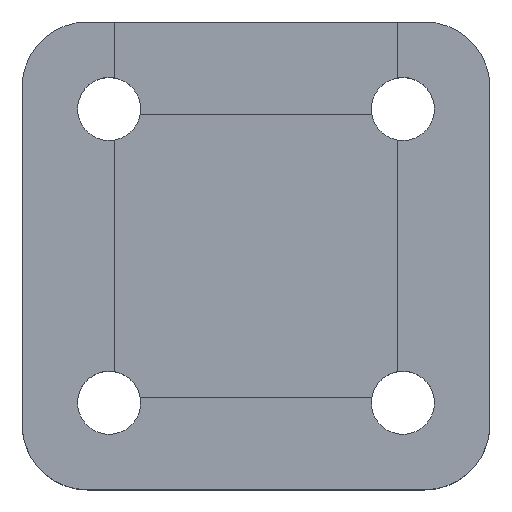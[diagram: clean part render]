
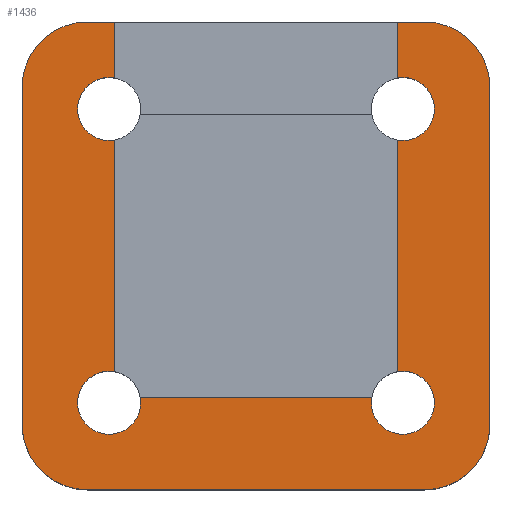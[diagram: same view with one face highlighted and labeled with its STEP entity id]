
A CAD part, top view. The second image highlights one B-rep face of the part: STEP entity #1436.
In plain terms, the highlighted planar face has unit normal (0, 0, 1).
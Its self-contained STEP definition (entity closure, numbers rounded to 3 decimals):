
#60=LINE('',#2341,#186);
#65=LINE('',#2352,#191);
#70=LINE('',#2365,#196);
#79=LINE('',#2397,#205);
#84=LINE('',#2412,#210);
#87=LINE('',#2420,#213);
#88=LINE('',#2423,#214);
#91=LINE('',#2430,#217);
#92=LINE('',#2433,#218);
#95=LINE('',#2441,#221);
#186=VECTOR('',#1792,10.);
#191=VECTOR('',#1799,10.);
#196=VECTOR('',#1812,10.);
#205=VECTOR('',#1839,10.);
#210=VECTOR('',#1858,10.);
#213=VECTOR('',#1867,10.);
#214=VECTOR('',#1870,10.);
#217=VECTOR('',#1879,10.);
#218=VECTOR('',#1882,10.);
#221=VECTOR('',#1891,10.);
#340=PLANE('',#1568);
#408=FACE_OUTER_BOUND('',#493,.T.);
#493=EDGE_LOOP('',(#1230,#1231,#1232,#1233,#1234,#1235,#1236,#1237,#1238,
#1239,#1240,#1241,#1242,#1243,#1244,#1245,#1246,#1247));
#558=CIRCLE('',#1537,1.45);
#566=CIRCLE('',#1549,1.45);
#567=CIRCLE('',#1551,1.45);
#568=CIRCLE('',#1553,3.);
#569=CIRCLE('',#1556,3.);
#570=CIRCLE('',#1560,1.45);
#571=CIRCLE('',#1564,3.);
#572=CIRCLE('',#1567,3.);
#667=VERTEX_POINT('',#2337);
#669=VERTEX_POINT('',#2340);
#673=VERTEX_POINT('',#2349);
#674=VERTEX_POINT('',#2351);
#676=VERTEX_POINT('',#2357);
#678=VERTEX_POINT('',#2363);
#691=VERTEX_POINT('',#2394);
#692=VERTEX_POINT('',#2396);
#693=VERTEX_POINT('',#2402);
#694=VERTEX_POINT('',#2406);
#695=VERTEX_POINT('',#2410);
#696=VERTEX_POINT('',#2414);
#697=VERTEX_POINT('',#2418);
#698=VERTEX_POINT('',#2422);
#699=VERTEX_POINT('',#2428);
#700=VERTEX_POINT('',#2432);
#701=VERTEX_POINT('',#2436);
#702=VERTEX_POINT('',#2440);
#839=EDGE_CURVE('',#669,#667,#60,.T.);
#844=EDGE_CURVE('',#674,#673,#65,.T.);
#848=EDGE_CURVE('',#667,#676,#558,.T.);
#851=EDGE_CURVE('',#673,#678,#70,.T.);
#867=EDGE_CURVE('',#691,#692,#79,.T.);
#869=EDGE_CURVE('',#674,#691,#566,.T.);
#870=EDGE_CURVE('',#692,#693,#567,.T.);
#873=EDGE_CURVE('',#694,#678,#568,.T.);
#875=EDGE_CURVE('',#695,#694,#84,.T.);
#877=EDGE_CURVE('',#696,#695,#569,.T.);
#879=EDGE_CURVE('',#676,#697,#87,.T.);
#880=EDGE_CURVE('',#693,#698,#88,.T.);
#882=EDGE_CURVE('',#697,#698,#570,.T.);
#884=EDGE_CURVE('',#699,#696,#91,.T.);
#885=EDGE_CURVE('',#700,#669,#92,.T.);
#887=EDGE_CURVE('',#701,#700,#571,.T.);
#889=EDGE_CURVE('',#702,#701,#95,.T.);
#891=EDGE_CURVE('',#699,#702,#572,.T.);
#1230=ORIENTED_EDGE('',*,*,#839,.T.);
#1231=ORIENTED_EDGE('',*,*,#848,.T.);
#1232=ORIENTED_EDGE('',*,*,#879,.T.);
#1233=ORIENTED_EDGE('',*,*,#882,.T.);
#1234=ORIENTED_EDGE('',*,*,#880,.F.);
#1235=ORIENTED_EDGE('',*,*,#870,.F.);
#1236=ORIENTED_EDGE('',*,*,#867,.F.);
#1237=ORIENTED_EDGE('',*,*,#869,.F.);
#1238=ORIENTED_EDGE('',*,*,#844,.T.);
#1239=ORIENTED_EDGE('',*,*,#851,.T.);
#1240=ORIENTED_EDGE('',*,*,#873,.F.);
#1241=ORIENTED_EDGE('',*,*,#875,.F.);
#1242=ORIENTED_EDGE('',*,*,#877,.F.);
#1243=ORIENTED_EDGE('',*,*,#884,.F.);
#1244=ORIENTED_EDGE('',*,*,#891,.T.);
#1245=ORIENTED_EDGE('',*,*,#889,.T.);
#1246=ORIENTED_EDGE('',*,*,#887,.T.);
#1247=ORIENTED_EDGE('',*,*,#885,.T.);
#1436=ADVANCED_FACE('',(#408),#340,.T.);
#1537=AXIS2_PLACEMENT_3D('',#2359,#1806,#1807);
#1549=AXIS2_PLACEMENT_3D('',#2400,#1843,#1844);
#1551=AXIS2_PLACEMENT_3D('',#2403,#1847,#1848);
#1553=AXIS2_PLACEMENT_3D('',#2408,#1853,#1854);
#1556=AXIS2_PLACEMENT_3D('',#2416,#1862,#1863);
#1560=AXIS2_PLACEMENT_3D('',#2426,#1874,#1875);
#1564=AXIS2_PLACEMENT_3D('',#2437,#1886,#1887);
#1567=AXIS2_PLACEMENT_3D('',#2444,#1895,#1896);
#1568=AXIS2_PLACEMENT_3D('',#2445,#1897,#1898);
#1792=DIRECTION('',(0.,-1.,0.));
#1799=DIRECTION('',(0.,1.,0.));
#1806=DIRECTION('center_axis',(0.,0.,-1.));
#1807=DIRECTION('ref_axis',(-1.,0.,0.));
#1812=DIRECTION('',(-1.,0.,0.));
#1839=DIRECTION('',(0.,-1.,0.));
#1843=DIRECTION('center_axis',(0.,0.,1.));
#1844=DIRECTION('ref_axis',(1.,0.,0.));
#1847=DIRECTION('center_axis',(0.,0.,1.));
#1848=DIRECTION('ref_axis',(1.,0.,0.));
#1853=DIRECTION('center_axis',(0.,0.,-1.));
#1854=DIRECTION('ref_axis',(-0.707,0.707,0.));
#1858=DIRECTION('',(0.,1.,0.));
#1862=DIRECTION('center_axis',(0.,0.,-1.));
#1863=DIRECTION('ref_axis',(-0.707,-0.707,0.));
#1867=DIRECTION('',(0.,-1.,0.));
#1870=DIRECTION('',(1.,0.,0.));
#1874=DIRECTION('center_axis',(0.,0.,-1.));
#1875=DIRECTION('ref_axis',(-1.,0.,0.));
#1879=DIRECTION('',(-1.,0.,0.));
#1882=DIRECTION('',(-1.,0.,0.));
#1886=DIRECTION('center_axis',(0.,0.,1.));
#1887=DIRECTION('ref_axis',(0.707,0.707,0.));
#1891=DIRECTION('',(0.,1.,0.));
#1895=DIRECTION('center_axis',(0.,0.,1.));
#1896=DIRECTION('ref_axis',(0.707,-0.707,0.));
#1897=DIRECTION('center_axis',(0.,0.,1.));
#1898=DIRECTION('ref_axis',(1.,0.,0.));
#2337=CARTESIAN_POINT('',(6.5,11.628,4.1));
#2340=CARTESIAN_POINT('',(6.5,14.2,4.1));
#2341=CARTESIAN_POINT('',(6.5,6.7,4.1));
#2349=CARTESIAN_POINT('',(-6.5,14.2,4.1));
#2351=CARTESIAN_POINT('',(-6.5,11.628,4.1));
#2352=CARTESIAN_POINT('',(-6.5,8.825,4.1));
#2357=CARTESIAN_POINT('',(6.5,8.772,4.1));
#2359=CARTESIAN_POINT('Origin',(6.75,10.2,4.1));
#2363=CARTESIAN_POINT('',(-7.75,14.2,4.1));
#2365=CARTESIAN_POINT('',(-10.75,14.2,4.1));
#2394=CARTESIAN_POINT('',(-6.5,8.772,4.1));
#2396=CARTESIAN_POINT('',(-6.5,-1.872,4.1));
#2397=CARTESIAN_POINT('',(-6.5,0.2,4.1));
#2400=CARTESIAN_POINT('Origin',(-6.75,10.2,4.1));
#2402=CARTESIAN_POINT('',(-5.322,-3.05,4.1));
#2403=CARTESIAN_POINT('Origin',(-6.75,-3.3,4.1));
#2406=CARTESIAN_POINT('',(-10.75,11.2,4.1));
#2408=CARTESIAN_POINT('Origin',(-7.75,11.2,4.1));
#2410=CARTESIAN_POINT('',(-10.75,-4.3,4.1));
#2412=CARTESIAN_POINT('',(-10.75,14.2,4.1));
#2414=CARTESIAN_POINT('',(-7.75,-7.3,4.1));
#2416=CARTESIAN_POINT('Origin',(-7.75,-4.3,4.1));
#2418=CARTESIAN_POINT('',(6.5,-1.872,4.1));
#2420=CARTESIAN_POINT('',(6.5,0.2,4.1));
#2422=CARTESIAN_POINT('',(5.322,-3.05,4.1));
#2423=CARTESIAN_POINT('',(-2.688,-3.05,4.1));
#2426=CARTESIAN_POINT('Origin',(6.75,-3.3,4.1));
#2428=CARTESIAN_POINT('',(7.75,-7.3,4.1));
#2430=CARTESIAN_POINT('',(-10.75,-7.3,4.1));
#2432=CARTESIAN_POINT('',(7.75,14.2,4.1));
#2433=CARTESIAN_POINT('',(-10.75,14.2,4.1));
#2436=CARTESIAN_POINT('',(10.75,11.2,4.1));
#2437=CARTESIAN_POINT('Origin',(7.75,11.2,4.1));
#2440=CARTESIAN_POINT('',(10.75,-4.3,4.1));
#2441=CARTESIAN_POINT('',(10.75,14.2,4.1));
#2444=CARTESIAN_POINT('Origin',(7.75,-4.3,4.1));
#2445=CARTESIAN_POINT('Origin',(5.375,3.45,4.1));
